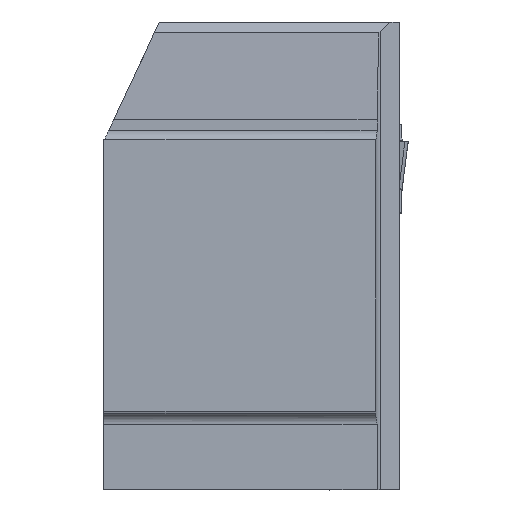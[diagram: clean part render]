
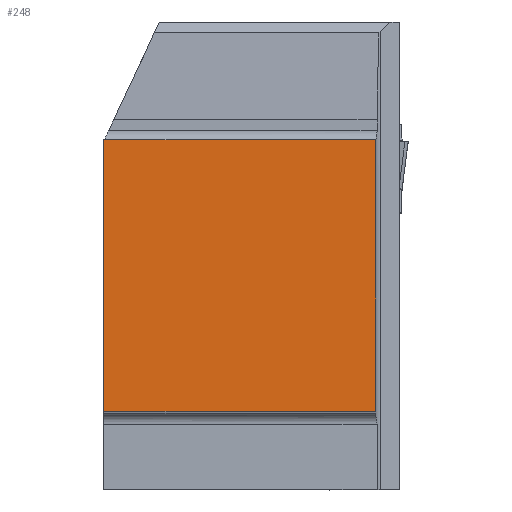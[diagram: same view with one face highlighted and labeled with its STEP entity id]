
A CAD part, top view. The second image highlights one B-rep face of the part: STEP entity #248.
In plain terms, the highlighted planar face has unit normal (0, 0, 1).
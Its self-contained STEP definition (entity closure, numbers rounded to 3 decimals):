
#248=ADVANCED_FACE('',(#421),#308,.T.);
#308=PLANE('',#2799);
#421=FACE_OUTER_BOUND('',#548,.T.);
#548=EDGE_LOOP('',(#1202,#1203,#1204,#1205));
#1202=ORIENTED_EDGE('',*,*,#1822,.T.);
#1203=ORIENTED_EDGE('',*,*,#1819,.T.);
#1204=ORIENTED_EDGE('',*,*,#1829,.T.);
#1205=ORIENTED_EDGE('',*,*,#1825,.T.);
#1482=VERTEX_POINT('',#5161);
#1483=VERTEX_POINT('',#5163);
#1485=VERTEX_POINT('',#5169);
#1487=VERTEX_POINT('',#5175);
#1819=EDGE_CURVE('',#1483,#1482,#2291,.T.);
#1822=EDGE_CURVE('',#1485,#1483,#2293,.T.);
#1825=EDGE_CURVE('',#1487,#1485,#2296,.T.);
#1829=EDGE_CURVE('',#1482,#1487,#2299,.T.);
#2291=LINE('',#5162,#2481);
#2293=LINE('',#5168,#2483);
#2296=LINE('',#5174,#2486);
#2299=LINE('',#5181,#2489);
#2481=VECTOR('',#3397,1.);
#2483=VECTOR('',#3403,1.);
#2486=VECTOR('',#3408,1.);
#2489=VECTOR('',#3415,1.);
#2799=AXIS2_PLACEMENT_3D('',#5210,#3431,#3432);
#3397=DIRECTION('',(-1.,0.,0.));
#3403=DIRECTION('',(0.,1.,0.));
#3408=DIRECTION('',(1.,0.,0.));
#3415=DIRECTION('',(0.,-1.,0.));
#3431=DIRECTION('',(0.,0.,1.));
#3432=DIRECTION('',(1.,0.,0.));
#5161=CARTESIAN_POINT('',(0.,25.,0.));
#5162=CARTESIAN_POINT('',(25.,25.,0.));
#5163=CARTESIAN_POINT('',(25.,25.,0.));
#5168=CARTESIAN_POINT('',(25.,0.,0.));
#5169=CARTESIAN_POINT('',(25.,0.,0.));
#5174=CARTESIAN_POINT('',(0.,0.,0.));
#5175=CARTESIAN_POINT('',(0.,0.,0.));
#5181=CARTESIAN_POINT('',(0.,25.,0.));
#5210=CARTESIAN_POINT('',(12.5,12.5,0.));
